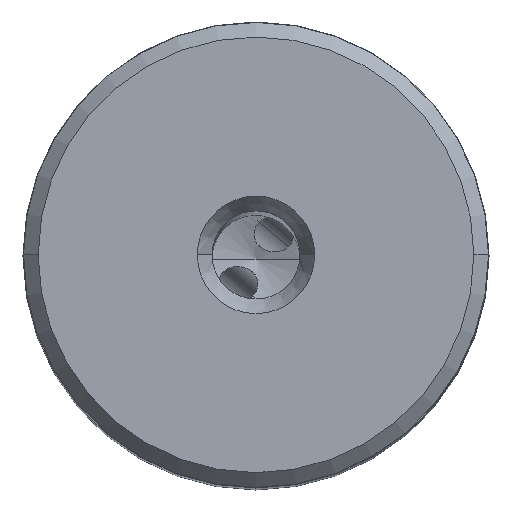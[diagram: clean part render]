
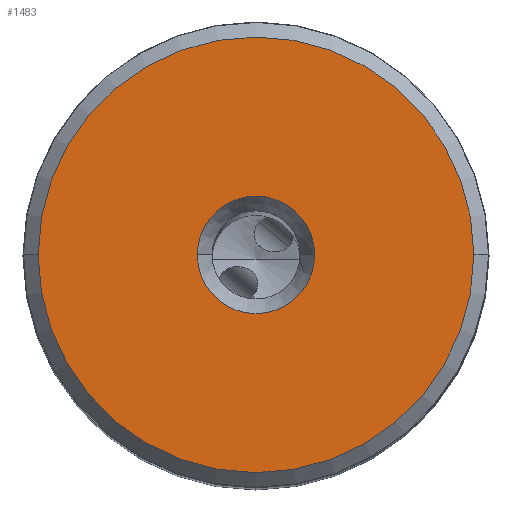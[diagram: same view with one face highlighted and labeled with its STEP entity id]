
A CAD part, top view. The second image highlights one B-rep face of the part: STEP entity #1483.
In plain terms, the highlighted planar face has unit normal (0, 0, 1).
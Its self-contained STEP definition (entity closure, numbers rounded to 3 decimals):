
#363=FACE_BOUND('',#2363,.T.);
#364=FACE_BOUND('',#2364,.T.);
#461=PLANE('',#8401);
#1483=ADVANCED_FACE('',(#363,#364),#461,.T.);
#2363=EDGE_LOOP('',(#3917,#3918,#3919,#3920));
#2364=EDGE_LOOP('',(#3921,#3922));
#3917=ORIENTED_EDGE('',*,*,#6571,.F.);
#3918=ORIENTED_EDGE('',*,*,#6572,.T.);
#3919=ORIENTED_EDGE('',*,*,#6573,.F.);
#3920=ORIENTED_EDGE('',*,*,#6574,.F.);
#3921=ORIENTED_EDGE('',*,*,#6570,.F.);
#3922=ORIENTED_EDGE('',*,*,#6575,.F.);
#5642=VERTEX_POINT('',#16769);
#5643=VERTEX_POINT('',#16771);
#5644=VERTEX_POINT('',#16775);
#5645=VERTEX_POINT('',#16776);
#5646=VERTEX_POINT('',#16778);
#5647=VERTEX_POINT('',#16780);
#6570=EDGE_CURVE('',#5643,#5642,#7337,.T.);
#6571=EDGE_CURVE('',#5644,#5645,#7338,.T.);
#6572=EDGE_CURVE('',#5644,#5646,#7339,.T.);
#6573=EDGE_CURVE('',#5647,#5646,#7340,.T.);
#6574=EDGE_CURVE('',#5645,#5647,#7341,.T.);
#6575=EDGE_CURVE('',#5642,#5643,#7342,.T.);
#7337=CIRCLE('',#8394,4.);
#7338=CIRCLE('',#8396,14.84);
#7339=CIRCLE('',#8397,14.84);
#7340=CIRCLE('',#8398,14.84);
#7341=CIRCLE('',#8399,14.84);
#7342=CIRCLE('',#8400,4.);
#8394=AXIS2_PLACEMENT_3D('',#16772,#9852,#9853);
#8396=AXIS2_PLACEMENT_3D('',#16774,#9856,#9857);
#8397=AXIS2_PLACEMENT_3D('',#16777,#9858,#9859);
#8398=AXIS2_PLACEMENT_3D('',#16779,#9860,#9861);
#8399=AXIS2_PLACEMENT_3D('',#16781,#9862,#9863);
#8400=AXIS2_PLACEMENT_3D('',#16782,#9864,#9865);
#8401=AXIS2_PLACEMENT_3D('',#16783,#9866,#9867);
#9852=DIRECTION('',(0.,0.,1.));
#9853=DIRECTION('',(-1.,0.,0.));
#9856=DIRECTION('',(0.,0.,-1.));
#9857=DIRECTION('',(-1.,0.002,0.));
#9858=DIRECTION('',(0.,0.,1.));
#9859=DIRECTION('',(-1.,0.002,0.));
#9860=DIRECTION('',(0.,0.,-1.));
#9861=DIRECTION('',(1.,-0.002,0.));
#9862=DIRECTION('',(0.,0.,-1.));
#9863=DIRECTION('',(1.,0.,0.));
#9864=DIRECTION('',(0.,0.,1.));
#9865=DIRECTION('',(1.,0.,0.));
#9866=DIRECTION('',(0.,0.,1.));
#9867=DIRECTION('',(1.,0.,0.));
#16769=CARTESIAN_POINT('',(4.,0.,0.));
#16771=CARTESIAN_POINT('',(-4.,0.,0.));
#16772=CARTESIAN_POINT('',(0.,0.,0.));
#16774=CARTESIAN_POINT('',(0.,0.,0.));
#16775=CARTESIAN_POINT('',(-14.84,0.032,0.));
#16776=CARTESIAN_POINT('',(14.84,0.,0.));
#16777=CARTESIAN_POINT('',(0.,0.,0.));
#16778=CARTESIAN_POINT('',(-14.84,0.,0.));
#16779=CARTESIAN_POINT('',(0.,0.,0.));
#16780=CARTESIAN_POINT('',(14.84,-0.032,0.));
#16781=CARTESIAN_POINT('',(0.,0.,0.));
#16782=CARTESIAN_POINT('',(0.,0.,0.));
#16783=CARTESIAN_POINT('',(0.,0.,0.));
